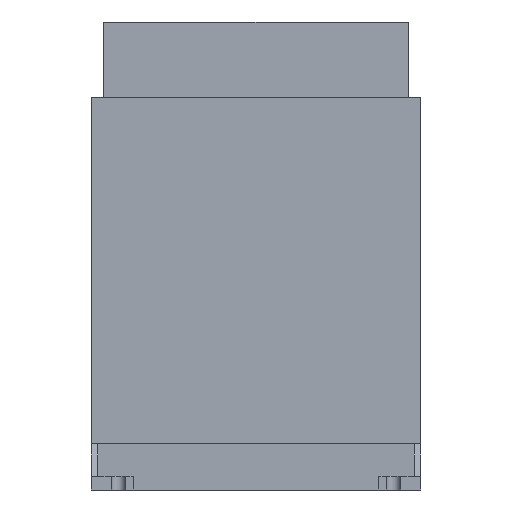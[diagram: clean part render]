
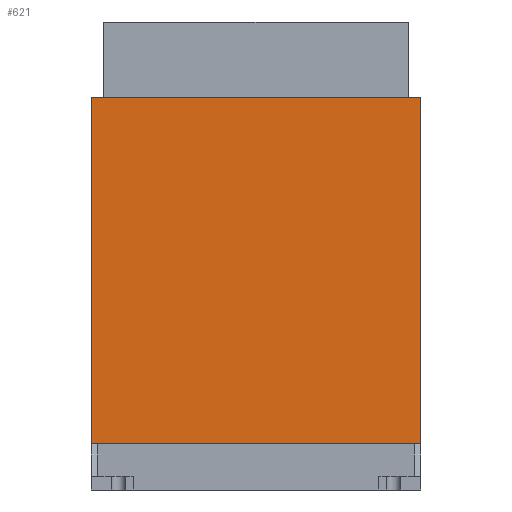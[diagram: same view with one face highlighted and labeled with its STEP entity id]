
A CAD part, front view. The second image highlights one B-rep face of the part: STEP entity #621.
In plain terms, the highlighted planar face has unit normal (0, -1, 0).
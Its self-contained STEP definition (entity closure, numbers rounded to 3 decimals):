
#582=CARTESIAN_POINT('',(157.,-170.999,187.));
#583=DIRECTION('',(0.0,-1.0,0.0));
#584=DIRECTION('',(1.0,0.0,0.0));
#585=AXIS2_PLACEMENT_3D('',#582,#583,#584);
#586=PLANE('',#585);
#587=CARTESIAN_POINT('',(0.0,-170.999,187.));
#588=VERTEX_POINT('',#587);
#589=CARTESIAN_POINT('',(0.0,-170.999,22.));
#590=VERTEX_POINT('',#589);
#591=CARTESIAN_POINT('',(0.,-170.999,187.));
#592=DIRECTION('',(0.0,0.0,-1.0));
#593=VECTOR('',#592,164.999);
#594=LINE('',#591,#593);
#595=EDGE_CURVE('',#588,#590,#594,.T.);
#596=ORIENTED_EDGE('',*,*,#595,.T.);
#597=CARTESIAN_POINT('',(157.,-170.999,22.));
#598=VERTEX_POINT('',#597);
#599=CARTESIAN_POINT('',(157.,-170.999,22.));
#600=DIRECTION('',(-1.0,0.0,0.0));
#601=VECTOR('',#600,157.);
#602=LINE('',#599,#601);
#603=EDGE_CURVE('',#598,#590,#602,.T.);
#604=ORIENTED_EDGE('',*,*,#603,.F.);
#605=CARTESIAN_POINT('',(157.,-170.999,187.));
#606=VERTEX_POINT('',#605);
#607=CARTESIAN_POINT('',(157.,-170.999,22.));
#608=DIRECTION('',(0.0,0.0,1.0));
#609=VECTOR('',#608,164.999);
#610=LINE('',#607,#609);
#611=EDGE_CURVE('',#598,#606,#610,.T.);
#612=ORIENTED_EDGE('',*,*,#611,.T.);
#613=CARTESIAN_POINT('',(157.,-170.999,187.));
#614=DIRECTION('',(-1.0,0.0,0.0));
#615=VECTOR('',#614,157.);
#616=LINE('',#613,#615);
#617=EDGE_CURVE('',#606,#588,#616,.T.);
#618=ORIENTED_EDGE('',*,*,#617,.T.);
#619=EDGE_LOOP('',(#596,#604,#612,#618));
#620=FACE_OUTER_BOUND('',#619,.T.);
#621=ADVANCED_FACE('',(#620),#586,.T.);
